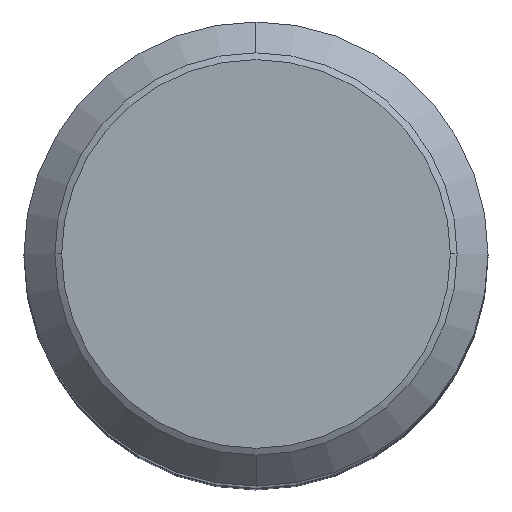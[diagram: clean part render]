
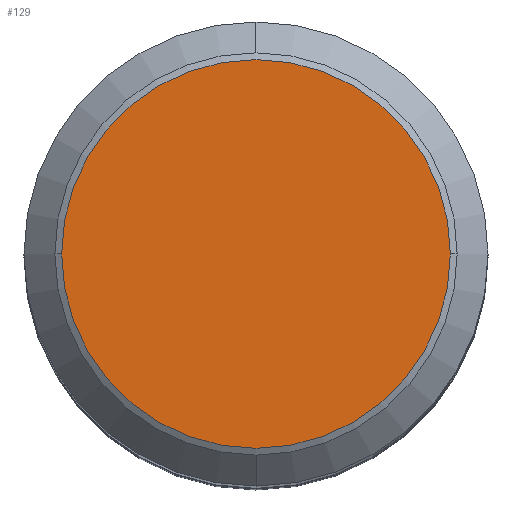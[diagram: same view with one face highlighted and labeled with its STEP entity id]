
A CAD part, top view. The second image highlights one B-rep face of the part: STEP entity #129.
In plain terms, the highlighted planar face has unit normal (0, 0, 1).
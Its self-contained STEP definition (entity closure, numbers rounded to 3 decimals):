
#129=ADVANCED_FACE('',(#322),#323,.T.);
#179=EDGE_CURVE('',#205,#227,#380,.T.);
#195=EDGE_CURVE('',#227,#205,#398,.T.);
#205=VERTEX_POINT('',#410);
#227=VERTEX_POINT('',#433);
#322=FACE_OUTER_BOUND('',#528,.T.);
#323=PLANE('',#529);
#380=CIRCLE('',#600,4.188);
#398=CIRCLE('',#621,4.188);
#410=CARTESIAN_POINT('',(4.188,0.,37.75));
#433=CARTESIAN_POINT('',(-4.188,0.,37.75));
#528=EDGE_LOOP('',(#792,#793));
#529=AXIS2_PLACEMENT_3D('',#794,#795,#796);
#600=AXIS2_PLACEMENT_3D('',#879,#880,#881);
#621=AXIS2_PLACEMENT_3D('',#902,#903,#904);
#792=ORIENTED_EDGE('',*,*,#195,.T.);
#793=ORIENTED_EDGE('',*,*,#179,.T.);
#794=CARTESIAN_POINT('',(0.,-2.125,37.75));
#795=DIRECTION('',(0.0,0.0,1.0));
#796=DIRECTION('',(0.,-1.0,0.0));
#879=CARTESIAN_POINT('',(0.,0.0,37.75));
#880=DIRECTION('',(0.0,0.0,1.0));
#881=DIRECTION('',(-1.0,0.,0.0));
#902=CARTESIAN_POINT('',(0.,0.0,37.75));
#903=DIRECTION('',(0.0,0.0,1.0));
#904=DIRECTION('',(-1.0,0.,0.0));
